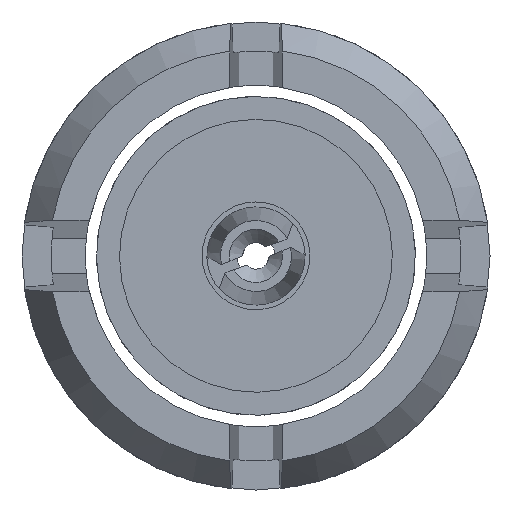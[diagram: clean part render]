
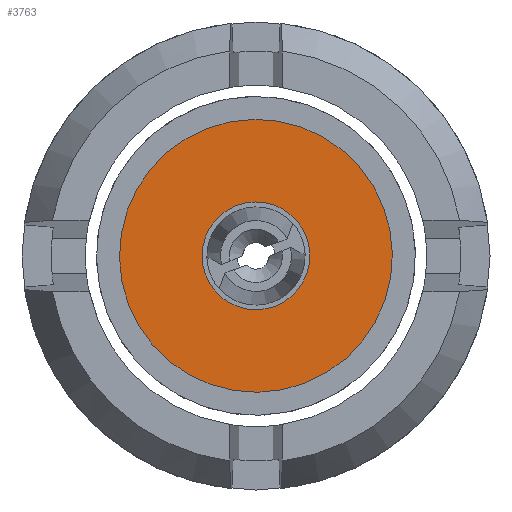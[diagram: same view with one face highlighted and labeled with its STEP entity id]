
A CAD part, front view. The second image highlights one B-rep face of the part: STEP entity #3763.
In plain terms, the highlighted planar face has unit normal (0, -1, 0).
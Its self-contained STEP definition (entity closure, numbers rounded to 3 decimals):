
#1086=ORIENTED_EDGE('',*,*,#1938,.T.);
#1087=ORIENTED_EDGE('',*,*,#1941,.F.);
#1938=EDGE_CURVE('',#2414,#2414,#2729,.T.);
#1941=EDGE_CURVE('',#2417,#2417,#2732,.T.);
#2414=VERTEX_POINT('',#6622);
#2417=VERTEX_POINT('',#6629);
#2729=CIRCLE('',#4253,0.395);
#2732=CIRCLE('',#4257,1.);
#3001=EDGE_LOOP('',(#1086));
#3002=EDGE_LOOP('',(#1087));
#3329=FACE_BOUND('',#3001,.T.);
#3330=FACE_BOUND('',#3002,.T.);
#3579=PLANE('',#4258);
#3763=ADVANCED_FACE('',(#3329,#3330),#3579,.F.);
#4253=AXIS2_PLACEMENT_3D('',#6621,#5194,#5195);
#4257=AXIS2_PLACEMENT_3D('',#6628,#5202,#5203);
#4258=AXIS2_PLACEMENT_3D('',#6630,#5204,#5205);
#5194=DIRECTION('',(0.,1.,0.));
#5195=DIRECTION('',(0.987,0.,-0.159));
#5202=DIRECTION('',(0.,1.,0.));
#5203=DIRECTION('',(0.987,0.,-0.159));
#5204=DIRECTION('',(0.,1.,0.));
#5205=DIRECTION('',(0.159,0.,0.987));
#6621=CARTESIAN_POINT('',(-0.001,0.01,0.001));
#6622=CARTESIAN_POINT('',(0.389,0.01,-0.062));
#6628=CARTESIAN_POINT('',(-0.001,0.01,0.001));
#6629=CARTESIAN_POINT('',(0.987,0.01,-0.158));
#6630=CARTESIAN_POINT('',(-0.001,0.01,0.001));
